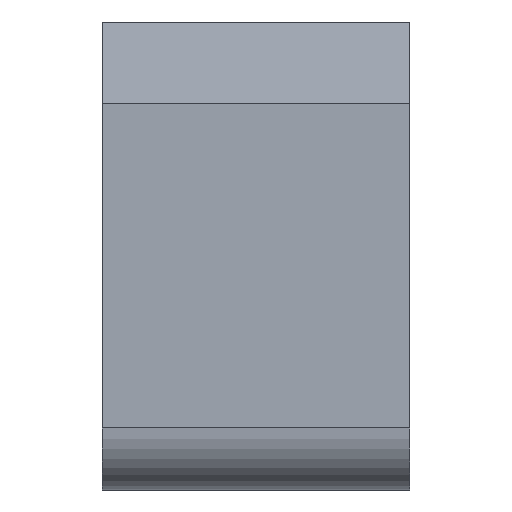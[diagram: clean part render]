
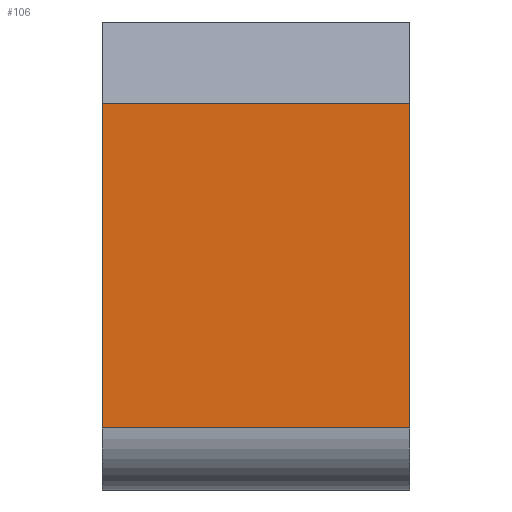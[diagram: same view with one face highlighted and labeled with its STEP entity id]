
A CAD part, top view. The second image highlights one B-rep face of the part: STEP entity #106.
In plain terms, the highlighted planar face has unit normal (0, 0, 1).
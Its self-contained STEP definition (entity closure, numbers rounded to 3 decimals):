
#25 = CARTESIAN_POINT ( 'NONE',  ( 10., -9.2, 5.5 ) ) ;
#37 = ORIENTED_EDGE ( 'NONE', *, *, #708, .T. ) ;
#55 = CARTESIAN_POINT ( 'NONE',  ( 10., -9.2, 5.5 ) ) ;
#58 = VERTEX_POINT ( 'NONE', #792 ) ;
#66 = VECTOR ( 'NONE', #730, 1000. ) ;
#102 = PLANE ( 'NONE',  #775 ) ;
#104 = DIRECTION ( 'NONE',  ( 1., 0., 0. ) ) ;
#106 = ADVANCED_FACE ( 'NONE', ( #455 ), #102, .T. ) ;
#110 = VERTEX_POINT ( 'NONE', #539 ) ;
#145 = LINE ( 'NONE', #489, #66 ) ;
#147 = LINE ( 'NONE', #744, #791 ) ;
#151 = CARTESIAN_POINT ( 'NONE',  ( 0., 0., 5.5 ) ) ;
#173 = CARTESIAN_POINT ( 'NONE',  ( 10., 0., 5.5 ) ) ;
#177 = VERTEX_POINT ( 'NONE', #376 ) ;
#205 = ORIENTED_EDGE ( 'NONE', *, *, #553, .T. ) ;
#206 = VERTEX_POINT ( 'NONE', #55 ) ;
#353 = ORIENTED_EDGE ( 'NONE', *, *, #800, .T. ) ;
#376 = CARTESIAN_POINT ( 'NONE',  ( 0., 1.357, 5.5 ) ) ;
#455 = FACE_OUTER_BOUND ( 'NONE', #745, .T. ) ;
#476 = DIRECTION ( 'NONE',  ( 0., 0., 1. ) ) ;
#489 = CARTESIAN_POINT ( 'NONE',  ( 10., 1.357, 5.5 ) ) ;
#512 = EDGE_CURVE ( 'NONE', #110, #177, #607, .T. ) ;
#532 = DIRECTION ( 'NONE',  ( 1., 0., 0. ) ) ;
#539 = CARTESIAN_POINT ( 'NONE',  ( 0., -9.2, 5.5 ) ) ;
#550 = LINE ( 'NONE', #25, #781 ) ;
#553 = EDGE_CURVE ( 'NONE', #110, #206, #550, .T. ) ;
#607 = LINE ( 'NONE', #151, #640 ) ;
#640 = VECTOR ( 'NONE', #766, 1000. ) ;
#708 = EDGE_CURVE ( 'NONE', #206, #58, #147, .T. ) ;
#710 = ORIENTED_EDGE ( 'NONE', *, *, #512, .F. ) ;
#730 = DIRECTION ( 'NONE',  ( -1., 0., 0. ) ) ;
#744 = CARTESIAN_POINT ( 'NONE',  ( 10., 0., 5.5 ) ) ;
#745 = EDGE_LOOP ( 'NONE', ( #710, #205, #37, #353 ) ) ;
#766 = DIRECTION ( 'NONE',  ( 0., 1., 0. ) ) ;
#775 = AXIS2_PLACEMENT_3D ( 'NONE', #173, #476, #104 ) ;
#781 = VECTOR ( 'NONE', #532, 1000. ) ;
#790 = DIRECTION ( 'NONE',  ( 0., 1., 0. ) ) ;
#791 = VECTOR ( 'NONE', #790, 1000. ) ;
#792 = CARTESIAN_POINT ( 'NONE',  ( 10., 1.357, 5.5 ) ) ;
#800 = EDGE_CURVE ( 'NONE', #58, #177, #145, .T. ) ;
